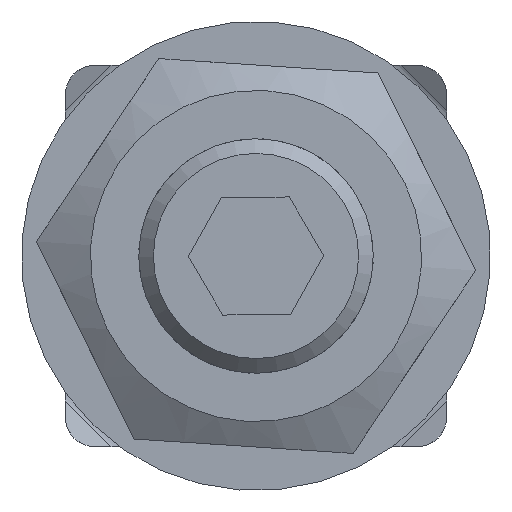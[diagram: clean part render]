
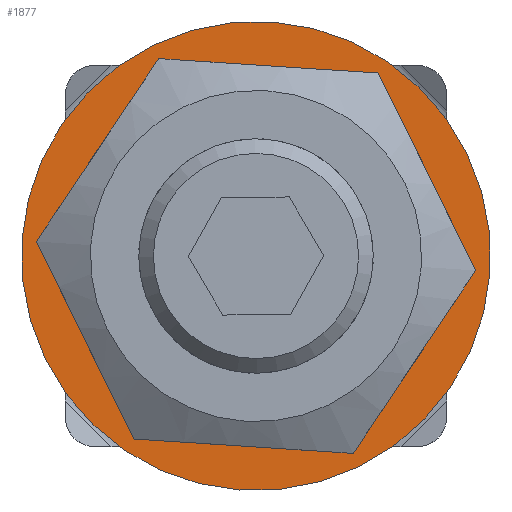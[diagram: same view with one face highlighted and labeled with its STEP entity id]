
A CAD part, left-side view. The second image highlights one B-rep face of the part: STEP entity #1877.
In plain terms, the highlighted planar face has unit normal (-1, 0, 0).
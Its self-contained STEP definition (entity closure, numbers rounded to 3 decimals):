
#187=FACE_BOUND('',#475,.T.);
#264=CIRCLE('',#2190,4.2);
#267=CIRCLE('',#2194,8.);
#368=FACE_OUTER_BOUND('',#474,.T.);
#474=EDGE_LOOP('',(#1682));
#475=EDGE_LOOP('',(#1683));
#932=VERTEX_POINT('',#3347);
#935=VERTEX_POINT('',#3355);
#1182=EDGE_CURVE('',#932,#932,#264,.T.);
#1187=EDGE_CURVE('',#935,#935,#267,.T.);
#1682=ORIENTED_EDGE('',*,*,#1187,.T.);
#1683=ORIENTED_EDGE('',*,*,#1182,.T.);
#1782=PLANE('',#2196);
#1877=ADVANCED_FACE('',(#368,#187),#1782,.T.);
#2190=AXIS2_PLACEMENT_3D('',#3348,#2705,#2706);
#2194=AXIS2_PLACEMENT_3D('',#3357,#2715,#2716);
#2196=AXIS2_PLACEMENT_3D('',#3359,#2719,#2720);
#2705=DIRECTION('center_axis',(1.,0.,0.));
#2706=DIRECTION('ref_axis',(0.,-1.,0.));
#2715=DIRECTION('center_axis',(-1.,0.,0.));
#2716=DIRECTION('ref_axis',(0.,-1.,0.));
#2719=DIRECTION('center_axis',(-1.,0.,0.));
#2720=DIRECTION('ref_axis',(0.,0.,1.));
#3347=CARTESIAN_POINT('',(0.,4.2,0.));
#3348=CARTESIAN_POINT('Origin',(0.,0.,0.));
#3355=CARTESIAN_POINT('',(0.,8.,0.));
#3357=CARTESIAN_POINT('Origin',(0.,0.,0.));
#3359=CARTESIAN_POINT('Origin',(0.,0.,0.));
